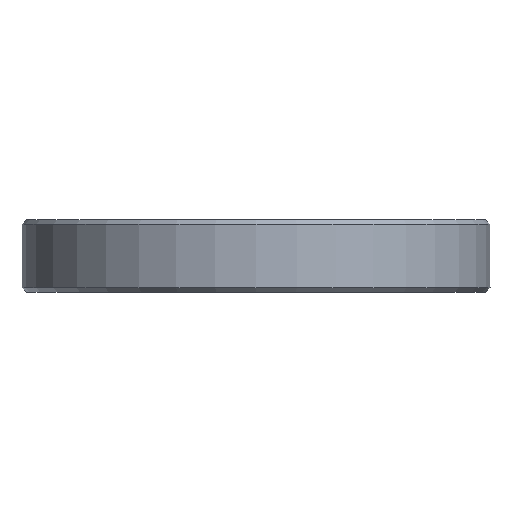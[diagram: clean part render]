
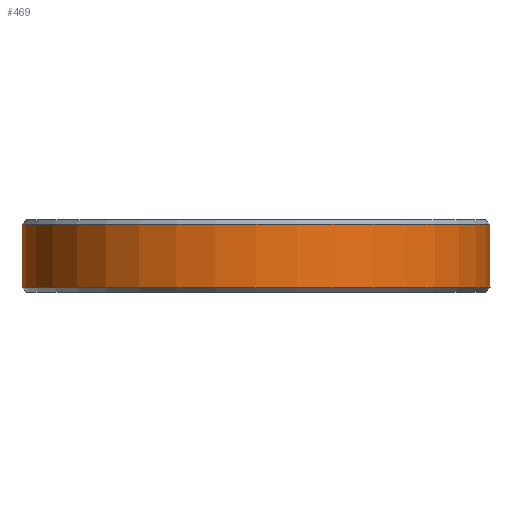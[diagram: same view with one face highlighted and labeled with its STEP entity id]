
A CAD part, left-side view. The second image highlights one B-rep face of the part: STEP entity #469.
In plain terms, the highlighted cylindrical face has radius 55 mm (diameter 110 mm), a partial arc.
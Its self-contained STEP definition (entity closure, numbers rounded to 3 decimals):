
#53 = CARTESIAN_POINT ( 'NONE',  ( 0., -55., 382. ) ) ;
#61 = CARTESIAN_POINT ( 'NONE',  ( 0., -55., 374.5 ) ) ;
#62 = EDGE_LOOP ( 'NONE', ( #1352, #1341, #277, #1370 ) ) ;
#79 = DIRECTION ( 'NONE',  ( 0., 0., -1. ) ) ;
#83 = LINE ( 'NONE', #1052, #581 ) ;
#113 = EDGE_CURVE ( 'NONE', #1199, #241, #83, .T. ) ;
#125 = VECTOR ( 'NONE', #79, 1000. ) ;
#143 = AXIS2_PLACEMENT_3D ( 'NONE', #1348, #439, #1024 ) ;
#163 = VERTEX_POINT ( 'NONE', #567 ) ;
#219 = CYLINDRICAL_SURFACE ( 'NONE', #438, 55. ) ;
#241 = VERTEX_POINT ( 'NONE', #1084 ) ;
#277 = ORIENTED_EDGE ( 'NONE', *, *, #113, .T. ) ;
#378 = CIRCLE ( 'NONE', #660, 55. ) ;
#438 = AXIS2_PLACEMENT_3D ( 'NONE', #671, #665, #1365 ) ;
#439 = DIRECTION ( 'NONE',  ( 0., 0., 1. ) ) ;
#454 = EDGE_CURVE ( 'NONE', #1199, #1223, #900, .T. ) ;
#469 = ADVANCED_FACE ( 'NONE', ( #1139 ), #219, .T. ) ;
#507 = CARTESIAN_POINT ( 'NONE',  ( 0., 55., 382. ) ) ;
#567 = CARTESIAN_POINT ( 'NONE',  ( 0., -55., 367. ) ) ;
#581 = VECTOR ( 'NONE', #1256, 1000. ) ;
#605 = CARTESIAN_POINT ( 'NONE',  ( 0., 0., 367. ) ) ;
#660 = AXIS2_PLACEMENT_3D ( 'NONE', #605, #734, #1086 ) ;
#665 = DIRECTION ( 'NONE',  ( 0., 0., -1. ) ) ;
#671 = CARTESIAN_POINT ( 'NONE',  ( 0., 0., 374.5 ) ) ;
#720 = LINE ( 'NONE', #61, #125 ) ;
#734 = DIRECTION ( 'NONE',  ( 0., 0., -1. ) ) ;
#900 = CIRCLE ( 'NONE', #143, 55. ) ;
#1024 = DIRECTION ( 'NONE',  ( 0., -1., 0. ) ) ;
#1052 = CARTESIAN_POINT ( 'NONE',  ( 0., 55., 374.5 ) ) ;
#1084 = CARTESIAN_POINT ( 'NONE',  ( 0., 55., 367. ) ) ;
#1086 = DIRECTION ( 'NONE',  ( 0., -1., 0. ) ) ;
#1110 = EDGE_CURVE ( 'NONE', #1223, #163, #720, .T. ) ;
#1139 = FACE_OUTER_BOUND ( 'NONE', #62, .T. ) ;
#1184 = EDGE_CURVE ( 'NONE', #163, #241, #378, .T. ) ;
#1199 = VERTEX_POINT ( 'NONE', #507 ) ;
#1223 = VERTEX_POINT ( 'NONE', #53 ) ;
#1256 = DIRECTION ( 'NONE',  ( 0., 0., -1. ) ) ;
#1341 = ORIENTED_EDGE ( 'NONE', *, *, #454, .F. ) ;
#1348 = CARTESIAN_POINT ( 'NONE',  ( 0., 0., 382. ) ) ;
#1352 = ORIENTED_EDGE ( 'NONE', *, *, #1110, .F. ) ;
#1365 = DIRECTION ( 'NONE',  ( 0., 1., 0. ) ) ;
#1370 = ORIENTED_EDGE ( 'NONE', *, *, #1184, .F. ) ;
